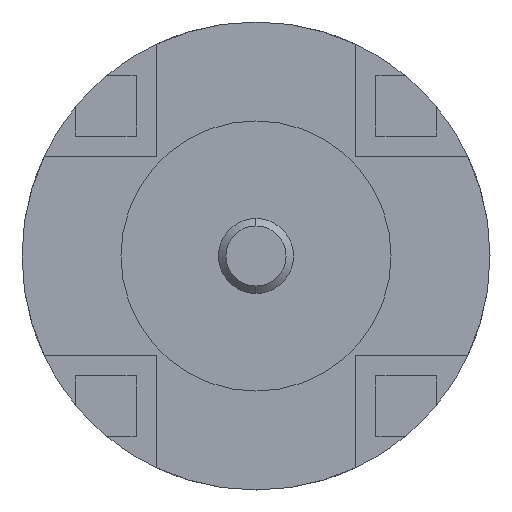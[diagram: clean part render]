
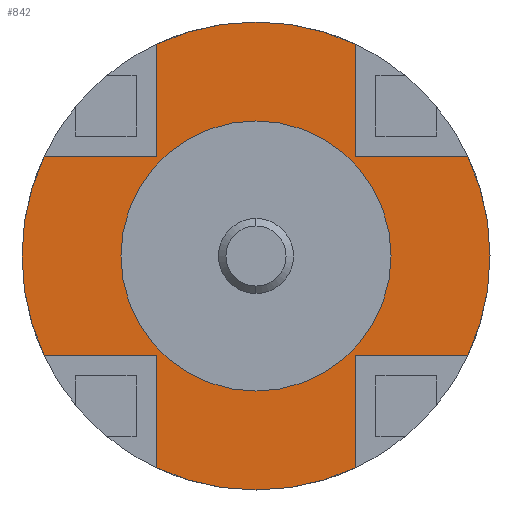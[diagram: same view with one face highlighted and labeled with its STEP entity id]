
A CAD part, front view. The second image highlights one B-rep face of the part: STEP entity #842.
In plain terms, the highlighted planar face has unit normal (0, -1, 0).
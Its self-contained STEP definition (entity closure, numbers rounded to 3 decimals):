
#55 = CARTESIAN_POINT ( 'NONE',  ( 1.684, 0.51, 1.684 ) ) ;
#112 = EDGE_CURVE ( 'NONE', #1309, #3140, #3174, .T. ) ;
#117 = DIRECTION ( 'NONE',  ( 0., 0., -1. ) ) ;
#150 = DIRECTION ( 'NONE',  ( 0., -1., 0. ) ) ;
#205 = VERTEX_POINT ( 'NONE', #4371 ) ;
#261 = ORIENTED_EDGE ( 'NONE', *, *, #2938, .T. ) ;
#299 = VERTEX_POINT ( 'NONE', #3207 ) ;
#318 = CARTESIAN_POINT ( 'NONE',  ( -1.684, 0.51, -1.684 ) ) ;
#356 = LINE ( 'NONE', #3363, #1178 ) ;
#383 = CARTESIAN_POINT ( 'NONE',  ( 1.684, 0.51, -1.684 ) ) ;
#416 = DIRECTION ( 'NONE',  ( 0., 0., -1. ) ) ;
#456 = EDGE_CURVE ( 'NONE', #2270, #3776, #3753, .T. ) ;
#529 = FACE_BOUND ( 'NONE', #4018, .T. ) ;
#541 = DIRECTION ( 'NONE',  ( 0., -1., 0. ) ) ;
#594 = ORIENTED_EDGE ( 'NONE', *, *, #456, .T. ) ;
#603 = ORIENTED_EDGE ( 'NONE', *, *, #3360, .T. ) ;
#639 = DIRECTION ( 'NONE',  ( 0., -1., 0. ) ) ;
#662 = DIRECTION ( 'NONE',  ( 0., -1., 0. ) ) ;
#670 = ORIENTED_EDGE ( 'NONE', *, *, #112, .T. ) ;
#704 = CIRCLE ( 'NONE', #3122, 3.96 ) ;
#722 = EDGE_CURVE ( 'NONE', #4682, #3420, #4592, .T. ) ;
#739 = VERTEX_POINT ( 'NONE', #55 ) ;
#785 = CARTESIAN_POINT ( 'NONE',  ( -1.684, 0.51, 1.684 ) ) ;
#793 = EDGE_CURVE ( 'NONE', #4403, #4071, #3640, .T. ) ;
#796 = VERTEX_POINT ( 'NONE', #4106 ) ;
#807 = DIRECTION ( 'NONE',  ( 0., 0., -1. ) ) ;
#817 = LINE ( 'NONE', #383, #1569 ) ;
#842 = ADVANCED_FACE ( 'NONE', ( #529, #3704 ), #3447, .T. ) ;
#866 = DIRECTION ( 'NONE',  ( 0., 0., -1. ) ) ;
#885 = DIRECTION ( 'NONE',  ( 0., -1., 0. ) ) ;
#900 = ORIENTED_EDGE ( 'NONE', *, *, #1040, .T. ) ;
#903 = CARTESIAN_POINT ( 'NONE',  ( 1.684, 0.51, -1.684 ) ) ;
#1002 = ORIENTED_EDGE ( 'NONE', *, *, #3154, .T. ) ;
#1018 = CARTESIAN_POINT ( 'NONE',  ( 3.584, 0.51, 1.684 ) ) ;
#1035 = AXIS2_PLACEMENT_3D ( 'NONE', #2987, #885, #416 ) ;
#1038 = CARTESIAN_POINT ( 'NONE',  ( 0., 0.51, 0. ) ) ;
#1040 = EDGE_CURVE ( 'NONE', #2565, #796, #3125, .T. ) ;
#1063 = EDGE_CURVE ( 'NONE', #3420, #4682, #2896, .T. ) ;
#1097 = DIRECTION ( 'NONE',  ( -1., 0., 0. ) ) ;
#1114 = CARTESIAN_POINT ( 'NONE',  ( 1.684, 0.51, 1.684 ) ) ;
#1129 = CARTESIAN_POINT ( 'NONE',  ( 1.684, 0.51, -3.584 ) ) ;
#1145 = DIRECTION ( 'NONE',  ( -1., 0., 0. ) ) ;
#1163 = DIRECTION ( 'NONE',  ( 0., 0., 1. ) ) ;
#1178 = VECTOR ( 'NONE', #1163, 1000. ) ;
#1181 = VECTOR ( 'NONE', #807, 1000. ) ;
#1184 = CARTESIAN_POINT ( 'NONE',  ( 0., 0.51, 0. ) ) ;
#1202 = CARTESIAN_POINT ( 'NONE',  ( 0., 0.51, 0. ) ) ;
#1222 = AXIS2_PLACEMENT_3D ( 'NONE', #1645, #1231, #2353 ) ;
#1231 = DIRECTION ( 'NONE',  ( 0., -1., 0. ) ) ;
#1301 = EDGE_CURVE ( 'NONE', #3141, #739, #3066, .T. ) ;
#1309 = VERTEX_POINT ( 'NONE', #1129 ) ;
#1312 = ORIENTED_EDGE ( 'NONE', *, *, #1301, .T. ) ;
#1402 = VECTOR ( 'NONE', #1097, 1000. ) ;
#1404 = CARTESIAN_POINT ( 'NONE',  ( 0., 0.51, 0. ) ) ;
#1445 = EDGE_CURVE ( 'NONE', #739, #1875, #356, .T. ) ;
#1465 = DIRECTION ( 'NONE',  ( 1., 0., 0. ) ) ;
#1501 = CARTESIAN_POINT ( 'NONE',  ( 0., 0.51, 0. ) ) ;
#1554 = DIRECTION ( 'NONE',  ( 0., 0., -1. ) ) ;
#1569 = VECTOR ( 'NONE', #2703, 1000. ) ;
#1575 = CARTESIAN_POINT ( 'NONE',  ( 0., 0.51, -2.286 ) ) ;
#1645 = CARTESIAN_POINT ( 'NONE',  ( 0., 0.51, 0. ) ) ;
#1699 = ORIENTED_EDGE ( 'NONE', *, *, #3011, .T. ) ;
#1839 = CARTESIAN_POINT ( 'NONE',  ( 0., 0.51, -3.96 ) ) ;
#1857 = EDGE_CURVE ( 'NONE', #299, #2270, #704, .T. ) ;
#1875 = VERTEX_POINT ( 'NONE', #3754 ) ;
#1931 = AXIS2_PLACEMENT_3D ( 'NONE', #1038, #662, #2089 ) ;
#1940 = DIRECTION ( 'NONE',  ( 0., -1., 0. ) ) ;
#1963 = ORIENTED_EDGE ( 'NONE', *, *, #793, .T. ) ;
#1964 = CARTESIAN_POINT ( 'NONE',  ( -1.684, 0.51, -3.584 ) ) ;
#1997 = CARTESIAN_POINT ( 'NONE',  ( 0., 0.51, 0. ) ) ;
#2089 = DIRECTION ( 'NONE',  ( 0., 0., -1. ) ) ;
#2109 = EDGE_CURVE ( 'NONE', #4071, #1309, #4646, .T. ) ;
#2240 = CARTESIAN_POINT ( 'NONE',  ( -1.684, 0.51, -1.684 ) ) ;
#2270 = VERTEX_POINT ( 'NONE', #3914 ) ;
#2297 = CIRCLE ( 'NONE', #3647, 3.96 ) ;
#2301 = CIRCLE ( 'NONE', #1035, 3.96 ) ;
#2350 = LINE ( 'NONE', #785, #2945 ) ;
#2353 = DIRECTION ( 'NONE',  ( 0., 0., -1. ) ) ;
#2433 = ORIENTED_EDGE ( 'NONE', *, *, #3500, .T. ) ;
#2565 = VERTEX_POINT ( 'NONE', #2725 ) ;
#2703 = DIRECTION ( 'NONE',  ( 1., 0., 0. ) ) ;
#2715 = ORIENTED_EDGE ( 'NONE', *, *, #1857, .T. ) ;
#2725 = CARTESIAN_POINT ( 'NONE',  ( -3.584, 0.51, -1.684 ) ) ;
#2733 = CARTESIAN_POINT ( 'NONE',  ( 0., 0.51, 0. ) ) ;
#2796 = AXIS2_PLACEMENT_3D ( 'NONE', #1202, #1940, #4488 ) ;
#2797 = DIRECTION ( 'NONE',  ( 0., 0., -1. ) ) ;
#2838 = CARTESIAN_POINT ( 'NONE',  ( 1.684, 0.51, -1.684 ) ) ;
#2896 = CIRCLE ( 'NONE', #4738, 2.286 ) ;
#2938 = EDGE_CURVE ( 'NONE', #3140, #205, #817, .T. ) ;
#2945 = VECTOR ( 'NONE', #1145, 1000. ) ;
#2987 = CARTESIAN_POINT ( 'NONE',  ( 0., 0.51, 0. ) ) ;
#3011 = EDGE_CURVE ( 'NONE', #4049, #2565, #2301, .T. ) ;
#3066 = LINE ( 'NONE', #1114, #1402 ) ;
#3081 = EDGE_CURVE ( 'NONE', #3776, #4049, #2350, .T. ) ;
#3122 = AXIS2_PLACEMENT_3D ( 'NONE', #1501, #4424, #3353 ) ;
#3125 = LINE ( 'NONE', #318, #3512 ) ;
#3140 = VERTEX_POINT ( 'NONE', #2838 ) ;
#3141 = VERTEX_POINT ( 'NONE', #1018 ) ;
#3154 = EDGE_CURVE ( 'NONE', #205, #3141, #4132, .T. ) ;
#3174 = LINE ( 'NONE', #903, #3517 ) ;
#3192 = EDGE_LOOP ( 'NONE', ( #594, #4410, #1699, #900, #2433, #1963, #3256, #670, #261, #1002, #1312, #3373, #603, #2715 ) ) ;
#3207 = CARTESIAN_POINT ( 'NONE',  ( 0., 0.51, 3.96 ) ) ;
#3217 = LINE ( 'NONE', #2240, #3280 ) ;
#3256 = ORIENTED_EDGE ( 'NONE', *, *, #2109, .T. ) ;
#3280 = VECTOR ( 'NONE', #4107, 1000. ) ;
#3353 = DIRECTION ( 'NONE',  ( 0., 0., -1. ) ) ;
#3360 = EDGE_CURVE ( 'NONE', #1875, #299, #2297, .T. ) ;
#3363 = CARTESIAN_POINT ( 'NONE',  ( 1.684, 0.51, 1.684 ) ) ;
#3373 = ORIENTED_EDGE ( 'NONE', *, *, #1445, .T. ) ;
#3420 = VERTEX_POINT ( 'NONE', #1575 ) ;
#3447 = PLANE ( 'NONE',  #1222 ) ;
#3500 = EDGE_CURVE ( 'NONE', #796, #4403, #3217, .T. ) ;
#3512 = VECTOR ( 'NONE', #1465, 1000. ) ;
#3517 = VECTOR ( 'NONE', #4232, 1000. ) ;
#3541 = ORIENTED_EDGE ( 'NONE', *, *, #1063, .F. ) ;
#3640 = CIRCLE ( 'NONE', #4520, 3.96 ) ;
#3647 = AXIS2_PLACEMENT_3D ( 'NONE', #2733, #541, #866 ) ;
#3704 = FACE_OUTER_BOUND ( 'NONE', #3192, .T. ) ;
#3753 = LINE ( 'NONE', #4427, #1181 ) ;
#3754 = CARTESIAN_POINT ( 'NONE',  ( 1.684, 0.51, 3.584 ) ) ;
#3776 = VERTEX_POINT ( 'NONE', #4469 ) ;
#3914 = CARTESIAN_POINT ( 'NONE',  ( -1.684, 0.51, 3.584 ) ) ;
#4017 = CARTESIAN_POINT ( 'NONE',  ( -3.584, 0.51, 1.684 ) ) ;
#4018 = EDGE_LOOP ( 'NONE', ( #3541, #4220 ) ) ;
#4049 = VERTEX_POINT ( 'NONE', #4017 ) ;
#4071 = VERTEX_POINT ( 'NONE', #1839 ) ;
#4106 = CARTESIAN_POINT ( 'NONE',  ( -1.684, 0.51, -1.684 ) ) ;
#4107 = DIRECTION ( 'NONE',  ( 0., 0., -1. ) ) ;
#4132 = CIRCLE ( 'NONE', #1931, 3.96 ) ;
#4220 = ORIENTED_EDGE ( 'NONE', *, *, #722, .F. ) ;
#4232 = DIRECTION ( 'NONE',  ( 0., 0., 1. ) ) ;
#4352 = CARTESIAN_POINT ( 'NONE',  ( 0., 0.51, 2.286 ) ) ;
#4371 = CARTESIAN_POINT ( 'NONE',  ( 3.584, 0.51, -1.684 ) ) ;
#4403 = VERTEX_POINT ( 'NONE', #1964 ) ;
#4410 = ORIENTED_EDGE ( 'NONE', *, *, #3081, .T. ) ;
#4424 = DIRECTION ( 'NONE',  ( 0., -1., 0. ) ) ;
#4427 = CARTESIAN_POINT ( 'NONE',  ( -1.684, 0.51, 1.684 ) ) ;
#4469 = CARTESIAN_POINT ( 'NONE',  ( -1.684, 0.51, 1.684 ) ) ;
#4486 = DIRECTION ( 'NONE',  ( 0., -1., 0. ) ) ;
#4488 = DIRECTION ( 'NONE',  ( 0., 0., -1. ) ) ;
#4520 = AXIS2_PLACEMENT_3D ( 'NONE', #1997, #150, #117 ) ;
#4592 = CIRCLE ( 'NONE', #2796, 2.286 ) ;
#4605 = AXIS2_PLACEMENT_3D ( 'NONE', #1184, #4486, #1554 ) ;
#4646 = CIRCLE ( 'NONE', #4605, 3.96 ) ;
#4682 = VERTEX_POINT ( 'NONE', #4352 ) ;
#4738 = AXIS2_PLACEMENT_3D ( 'NONE', #1404, #639, #2797 ) ;
